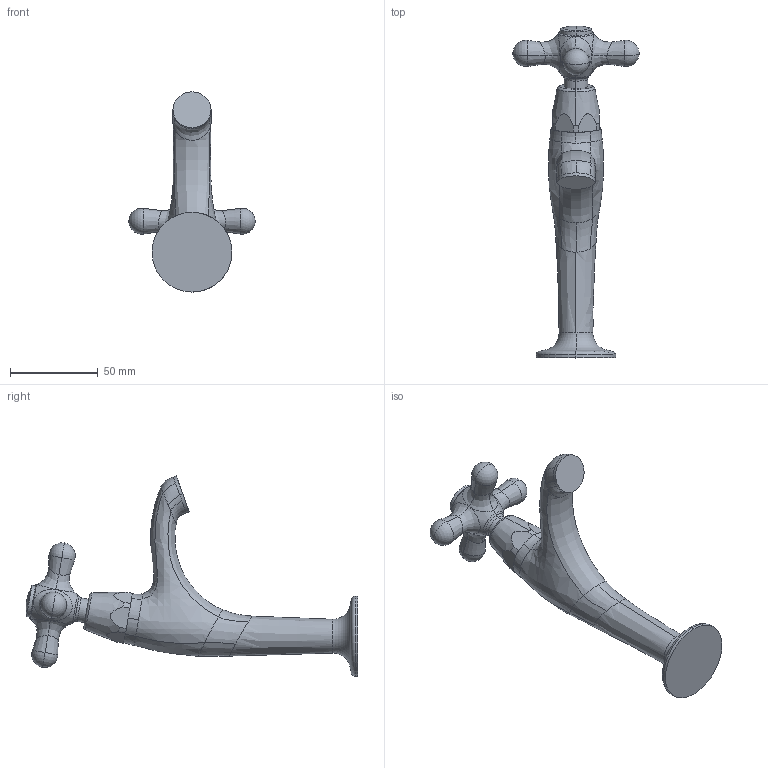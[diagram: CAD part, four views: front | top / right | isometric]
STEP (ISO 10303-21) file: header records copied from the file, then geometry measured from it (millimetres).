
FILE_DESCRIPTION((''),'2;1');
FILE_NAME('IRV095CR','2021-11-10T17:14:49',('ut3'),('PAFFONI SpA'),'CREO PARAMETRIC BY PTC INC, 2020044','CREO PARAMETRIC BY PTC INC, 2020044','');
FILE_SCHEMA(('CONFIG_CONTROL_DESIGN','SHAPE_APPEARANCE_LAYERS_GROUPS'));
Length unit declared in the file: millimetre
Products named in the file (1): IRV095CR
Bounding box: 72 x 189.19 x 114.12 mm (x, y, z)
Volume: 131856.9 mm3; surface area: 25681.3 mm2
Topology: 1 solids, 1 shells, 115 faces, 273 edges, 152 vertices
Faces by surface type: bspline 45, plane 22, cone 16, cylinder 14, torus 10, sphere 8
Entity records: 10532 total; most frequent: CARTESIAN_POINT 7398, ORIENTED_EDGE 526, DIRECTION 380, EDGE_CURVE 263, AXIS2_PLACEMENT_3D 163, VERTEX_POINT 152, EDGE_LOOP 117, FILL_AREA_STYLE_COLOUR 117
